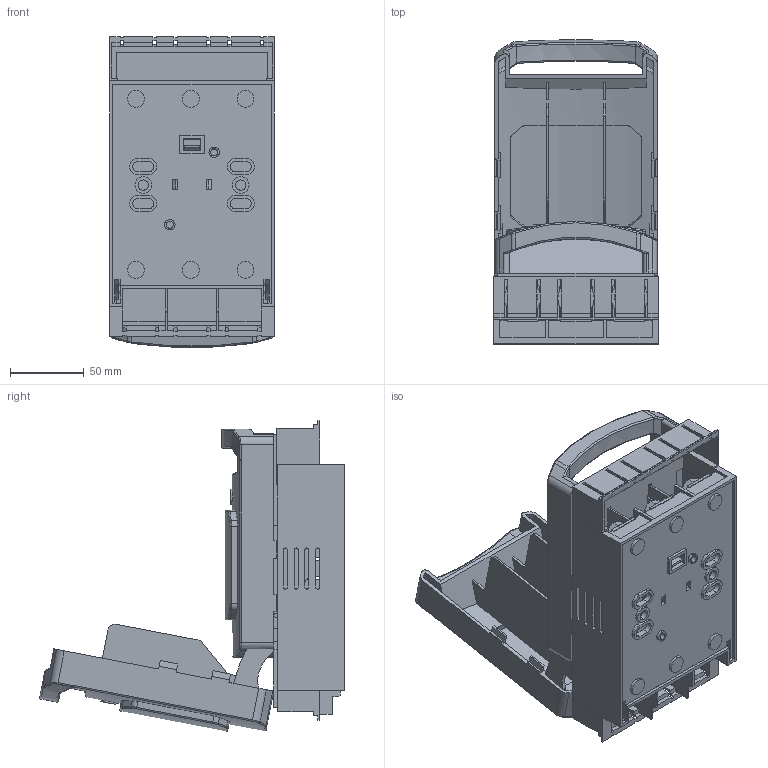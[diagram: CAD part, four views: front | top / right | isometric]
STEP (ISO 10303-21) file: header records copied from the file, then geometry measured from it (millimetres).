
FILE_DESCRIPTION (( 'STEP AP203' ), '1' );
FILE_NAME ('UVRE2-160.ÃÌ Âûêëþ÷àòåëü-ðàçúåäèíèòåëü ÓÂÐÝ v2 160À ñ äîïîëíèòåëüíûì êîíòàêòîì (NO+NC) îòêèäíîãî òèïà ïîä ïðåäîõðàíèòåëè ÏÏÍ (ãàá.00).STEP', '2024-09-17T11:34:18', ( '' ), ( '' ), 'SwSTEP 2.0', 'SolidWorks 2021', '' );
FILE_SCHEMA (( 'CONFIG_CONTROL_DESIGN' ));
Length unit declared in the file: millimetre
Products named in the file (10): Êîïèÿ UVRE v2 160A_Êðûøêà íèæíÿÿ^UVRE2-160.ÃÌ Âûêëþ÷àòåëü-ðàçúåäèíèòåëü ÓÂÐÝ v2 160À ñ äîïîëíèòåëüíûì êîíòàêòîì (NO+NC) îòêèäíîãî òèïà ïîä ïðåäîõðàíèòåëè ÏÏÍ (ãàá.00)_00; Êîïèÿ ÁÎËÒ Ì8õ18 ÎÖ DIN933^UVRE2-160.ÃÌ Âûêëþ÷àòåëü-ðàçúåäèíèòåëü ÓÂÐÝ v2 160À ñ äîïîëíèòåëüíûì êîíòàêòîì (NO+NC) îòêèäíîãî òèïà ïîä ïðåäîõðàíèòåëè ÏÏÍ (ãàá.00)_DIN EN 24018 - M8 x 16-WN; Êîïèÿ Øàéáà D8 DIN128^UVRE2-160.ÃÌ Âûêëþ÷àòåëü-ðàçúåäèíèòåëü ÓÂÐÝ v2 160À ñ äîïîëíèòåëüíûì êîíòàêòîì (NO+NC) îòêèäíîãî òèïà ïîä ïðåäîõðàíèòåëè ÏÏÍ (ãàá.00)_Spring washer DIN 128 - A8; UVRE2-160.ÃÌ Âûêëþ÷àòåëü-ðàçúåäèíèòåëü ÓÂÐÝ v2 160À ñ äîïîëíèòåëüíûì êîíòàêòîì (NO+NC) îòêèäíîãî òèïà ïîä ïðåäîõðàíèòåëè ÏÏÍ (ãàá.00); Êîïèÿ Øàéáà D8 DIN125^UVRE2-160.ÃÌ Âûêëþ÷àòåëü-ðàçúåäèíèòåëü ÓÂÐÝ v2 160À ñ äîïîëíèòåëüíûì êîíòàêòîì (NO+NC) îòêèäíîãî òèïà ïîä ïðåäîõðàíèòåëè ÏÏÍ (ãàá.00)_Washer DIN 125 - A 8.4; Êîïèÿ UVRE v2 160A_Êðûøêà îòêèäíàÿ^UVRE2-160.ÃÌ Âûêëþ÷àòåëü-ðàçúåäèíèòåëü ÓÂÐÝ v2 160À ñ äîïîëíèòåëüíûì êîíòàêòîì (NO+NC) îòêèäíîãî òèïà ïîä ïðåäîõðàíèòåëè ÏÏÍ (ãàá.00)_00; Êîïèÿ UVRE v2 160A_Êîíòàêò^UVRE2-160.ÃÌ Âûêëþ÷àòåëü-ðàçúåäèíèòåëü ÓÂÐÝ v2 160À ñ äîïîëíèòåëüíûì êîíòàêòîì (NO+NC) îòêèäíîãî òèïà ïîä ïðåäîõðàíèòåëè ÏÏÍ (ãàá.00)_00; Êîïèÿ Ñàìîðåç ïî ïëàñòèêó^UVRE2-160.ÃÌ Âûêëþ÷àòåëü-ðàçúåäèíèòåëü ÓÂÐÝ v2 160À ñ äîïîëíèòåëüíûì êîíòàêòîì (NO+NC) îòêèäíîãî òèïà ïîä ïðåäîõðàíèòåëè ÏÏÍ (ãàá.00)_Tapping screw DIN 7982-ST3.5x9.5-C-H-N; Êîïèÿ UVRE v2 160A_Îñíîâàíèå^UVRE2-160.ÃÌ Âûêëþ÷àòåëü-ðàçúåäèíèòåëü ÓÂÐÝ v2 160À ñ äîïîëíèòåëüíûì êîíòàêòîì (NO+NC) îòêèäíîãî òèïà ïîä ïðåäîõðàíèòåëè ÏÏÍ (ãàá.00)_00; Êîïèÿ UVRE v2 160A_Êðûøêà âåðõíÿÿ^UVRE2-160.ÃÌ Âûêëþ÷àòåëü-ðàçúåäèíèòåëü ÓÂÐÝ v2 160À ñ äîïîëíèòåëüíûì êîíòàêòîì (NO+NC) îòêèäíîãî òèïà ïîä ïðåäîõðàíèòåëè ÏÏÍ (ãàá.00)_00
Assembly tree (35 placements, depth 2):
  UVRE2-160.ÃÌ Âûêëþ÷àòåëü-ðàçúåäèíèòåëü ÓÂÐÝ v2 160À ñ äîïîëíèòåëüíûì êîíòàêòîì (NO+NC) îòêèäíîãî òèïà ïîä ïðåäîõðàíèòåëè ÏÏÍ (ãàá.00)
    Êîïèÿ UVRE v2 160A_Îñíîâàíèå^UVRE2-160.ÃÌ Âûêëþ÷àòåëü-ðàçúåäèíèòåëü ÓÂÐÝ v2 160À ñ äîïîëíèòåëüíûì êîíòàêòîì (NO+NC) îòêèäíîãî òèïà ïîä ïðåäîõðàíèòåëè ÏÏÍ (ãàá.00)_00
    Êîïèÿ UVRE v2 160A_Êîíòàêò^UVRE2-160.ÃÌ Âûêëþ÷àòåëü-ðàçúåäèíèòåëü ÓÂÐÝ v2 160À ñ äîïîëíèòåëüíûì êîíòàêòîì (NO+NC) îòêèäíîãî òèïà ïîä ïðåäîõðàíèòåëè ÏÏÍ (ãàá.00)_00  x6
    Êîïèÿ ÁÎËÒ Ì8õ18 ÎÖ DIN933^UVRE2-160.ÃÌ Âûêëþ÷àòåëü-ðàçúåäèíèòåëü ÓÂÐÝ v2 160À ñ äîïîëíèòåëüíûì êîíòàêòîì (NO+NC) îòêèäíîãî òèïà ïîä ïðåäîõðàíèòåëè ÏÏÍ (ãàá.00)_DIN EN 24018 - M8 x 16-WN  x6
    Êîïèÿ Øàéáà D8 DIN125^UVRE2-160.ÃÌ Âûêëþ÷àòåëü-ðàçúåäèíèòåëü ÓÂÐÝ v2 160À ñ äîïîëíèòåëüíûì êîíòàêòîì (NO+NC) îòêèäíîãî òèïà ïîä ïðåäîõðàíèòåëè ÏÏÍ (ãàá.00)_Washer DIN 125 - A 8.4  x6
    Êîïèÿ Øàéáà D8 DIN128^UVRE2-160.ÃÌ Âûêëþ÷àòåëü-ðàçúåäèíèòåëü ÓÂÐÝ v2 160À ñ äîïîëíèòåëüíûì êîíòàêòîì (NO+NC) îòêèäíîãî òèïà ïîä ïðåäîõðàíèòåëè ÏÏÍ (ãàá.00)_Spring washer DIN 128 - A8  x6
    Êîïèÿ Ñàìîðåç ïî ïëàñòèêó^UVRE2-160.ÃÌ Âûêëþ÷àòåëü-ðàçúåäèíèòåëü ÓÂÐÝ v2 160À ñ äîïîëíèòåëüíûì êîíòàêòîì (NO+NC) îòêèäíîãî òèïà ïîä ïðåäîõðàíèòåëè ÏÏÍ (ãàá.00)_Tapping screw DIN 7982-ST3.5x9.5-C-H-N  x6
    Êîïèÿ UVRE v2 160A_Êðûøêà íèæíÿÿ^UVRE2-160.ÃÌ Âûêëþ÷àòåëü-ðàçúåäèíèòåëü ÓÂÐÝ v2 160À ñ äîïîëíèòåëüíûì êîíòàêòîì (NO+NC) îòêèäíîãî òèïà ïîä ïðåäîõðàíèòåëè ÏÏÍ (ãàá.00)_00
    Êîïèÿ UVRE v2 160A_Êðûøêà âåðõíÿÿ^UVRE2-160.ÃÌ Âûêëþ÷àòåëü-ðàçúåäèíèòåëü ÓÂÐÝ v2 160À ñ äîïîëíèòåëüíûì êîíòàêòîì (NO+NC) îòêèäíîãî òèïà ïîä ïðåäîõðàíèòåëè ÏÏÍ (ãàá.00)_00
    Êîïèÿ UVRE v2 160A_Êðûøêà îòêèäíàÿ^UVRE2-160.ÃÌ Âûêëþ÷àòåëü-ðàçúåäèíèòåëü ÓÂÐÝ v2 160À ñ äîïîëíèòåëüíûì êîíòàêòîì (NO+NC) îòêèäíîãî òèïà ïîä ïðåäîõðàíèòåëè ÏÏÍ (ãàá.00)_00  x2
Bounding box: 111.6 x 206.06 x 210.11 mm (x, y, z)
Volume: 461851.5 mm3; surface area: 421714.3 mm2
Topology: 47 solids, 47 shells, 2877 faces, 7837 edges, 5009 vertices
Faces by surface type: plane 1949, cylinder 644, bspline 160, cone 84, torus 32, sphere 8
Entity records: 57122 total; most frequent: CARTESIAN_POINT 12214, ORIENTED_EDGE 9574, DIRECTION 8215, EDGE_CURVE 4787, VECTOR 3859, LINE 3859, VERTEX_POINT 3125, AXIS2_PLACEMENT_3D 2178
